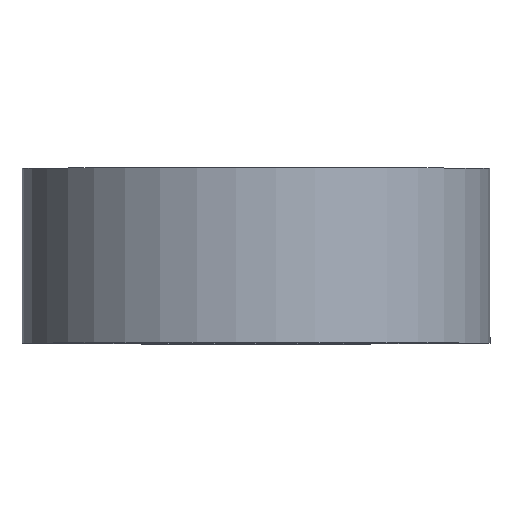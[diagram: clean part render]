
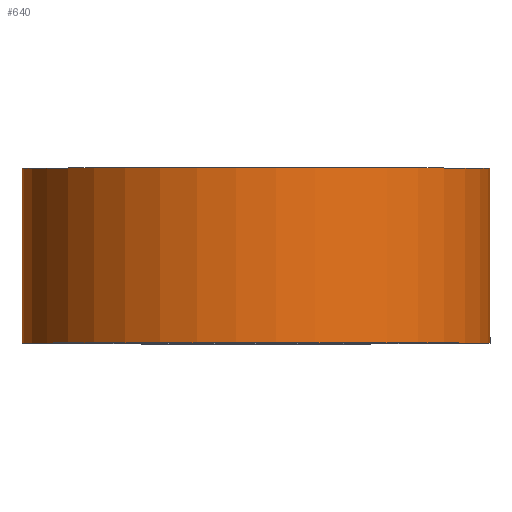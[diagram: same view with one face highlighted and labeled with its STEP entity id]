
A CAD part, top view. The second image highlights one B-rep face of the part: STEP entity #640.
In plain terms, the highlighted cylindrical face has radius 51 mm (diameter 102 mm), a partial arc.
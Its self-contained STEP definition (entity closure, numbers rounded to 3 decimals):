
#169=CARTESIAN_POINT('',(0.,0.,0.));
#170=DIRECTION('',(0.,-1.,0.));
#171=DIRECTION('',(0.49,0.,-0.872));
#172=AXIS2_PLACEMENT_3D('',#169,#170,#171);
#174=DIRECTION('',(0.,1.,0.));
#175=VECTOR('',#174,38.1);
#176=CARTESIAN_POINT('',(-25.,0.,-44.452));
#177=LINE('',#176,#175);
#178=CARTESIAN_POINT('',(0.,38.1,0.));
#179=DIRECTION('',(0.,1.,0.));
#180=DIRECTION('',(-0.49,0.,-0.872));
#181=AXIS2_PLACEMENT_3D('',#178,#179,#180);
#183=DIRECTION('',(0.,1.,0.));
#184=VECTOR('',#183,38.1);
#185=CARTESIAN_POINT('',(25.,0.,-44.452));
#186=LINE('',#185,#184);
#415=CARTESIAN_POINT('',(25.,0.,-44.452));
#416=CARTESIAN_POINT('',(25.,38.1,-44.452));
#417=VERTEX_POINT('',#415);
#418=VERTEX_POINT('',#416);
#419=CARTESIAN_POINT('',(-25.,0.,-44.452));
#420=CARTESIAN_POINT('',(-25.,38.1,-44.452));
#421=VERTEX_POINT('',#419);
#422=VERTEX_POINT('',#420);
#627=CARTESIAN_POINT('',(0.,0.,0.));
#628=DIRECTION('',(0.,1.,0.));
#629=DIRECTION('',(1.,0.,0.));
#630=AXIS2_PLACEMENT_3D('',#627,#628,#629);
#631=CYLINDRICAL_SURFACE('',#630,51.);
#632=ORIENTED_EDGE('',*,*,#498,.T.);
#634=ORIENTED_EDGE('',*,*,#633,.T.);
#635=ORIENTED_EDGE('',*,*,#580,.T.);
#637=ORIENTED_EDGE('',*,*,#636,.F.);
#638=EDGE_LOOP('',(#632,#634,#635,#637));
#639=FACE_OUTER_BOUND('',#638,.F.);
#640=ADVANCED_FACE('',(#639),#631,.T.);
#173=CIRCLE('',#172,51.);
#182=CIRCLE('',#181,51.);
#498=EDGE_CURVE('',#417,#421,#173,.T.);
#580=EDGE_CURVE('',#422,#418,#182,.T.);
#633=EDGE_CURVE('',#421,#422,#177,.T.);
#636=EDGE_CURVE('',#417,#418,#186,.T.);
